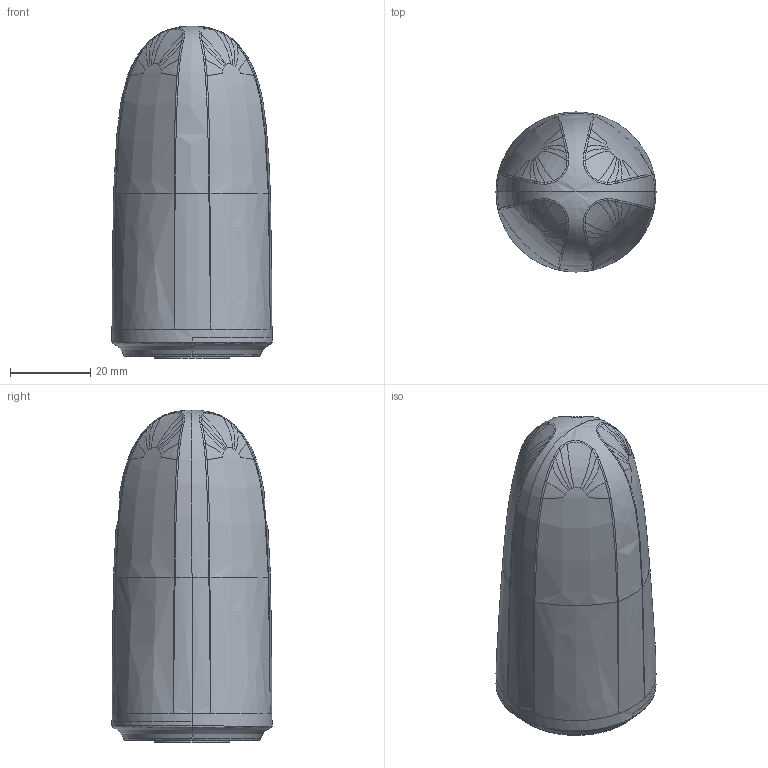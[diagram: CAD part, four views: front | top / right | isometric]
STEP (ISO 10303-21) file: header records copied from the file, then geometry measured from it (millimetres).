
FILE_DESCRIPTION (( 'STEP AP214' ), '1' );
FILE_NAME ('LCANGPS1001_3D.STEP', '2022-05-09T20:23:42', ( '' ), ( '' ), 'SwSTEP 2.0', 'SolidWorks 2021', '' );
FILE_SCHEMA (( 'AUTOMOTIVE_DESIGN' ));
Length unit declared in the file: inch
Products named in the file (1): LCANGPS1001_3D
Bounding box: 40 x 40 x 82.97 mm (x, y, z)
Volume: 82396.6 mm3; surface area: 12745.7 mm2
Topology: 1 solids, 18 shells, 443 faces, 1080 edges, 678 vertices
Faces by surface type: bspline 196, cylinder 142, plane 91, cone 14
Entity records: 37269 total; most frequent: CARTESIAN_POINT 25177, ORIENTED_EDGE 2140, EDGE_CURVE 1070, DIRECTION 887, B_SPLINE_CURVE_WITH_KNOTS 756, VERTEX_POINT 678, EDGE_LOOP 458, FACE_OUTER_BOUND 443
